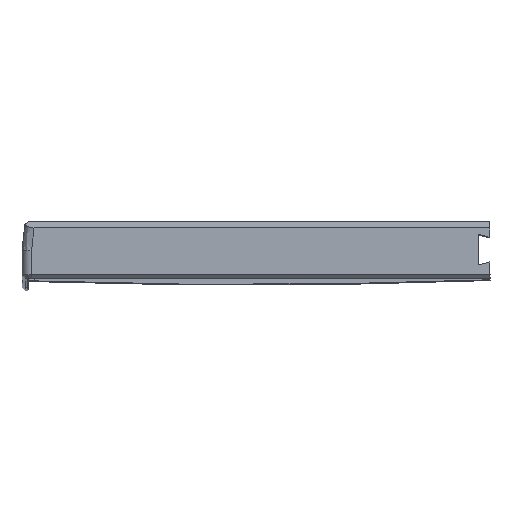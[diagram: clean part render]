
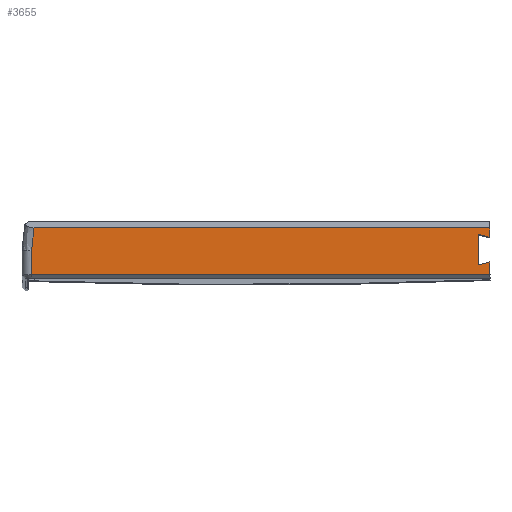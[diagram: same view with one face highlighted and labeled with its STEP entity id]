
A CAD part, top view. The second image highlights one B-rep face of the part: STEP entity #3655.
In plain terms, the highlighted planar face has unit normal (0, 0, 1).
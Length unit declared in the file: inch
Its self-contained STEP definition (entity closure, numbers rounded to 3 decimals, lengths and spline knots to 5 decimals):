
#199=B_SPLINE_CURVE_WITH_KNOTS('',3,(#6203,#6204,#6205,#6206),
 .UNSPECIFIED.,.F.,.F.,(4,4),(-0.91359,-0.18146),
 .UNSPECIFIED.);
#666=FACE_OUTER_BOUND('',#878,.T.);
#878=EDGE_LOOP('',(#3144,#3145,#3146,#3147,#3148,#3149,#3150,#3151,#3152));
#1098=LINE('',#6142,#1416);
#1100=LINE('',#6277,#1418);
#1115=LINE('',#6310,#1433);
#1146=LINE('',#6413,#1464);
#1167=LINE('',#6483,#1485);
#1172=LINE('',#6491,#1490);
#1183=LINE('',#6587,#1501);
#1184=LINE('',#6588,#1502);
#1416=VECTOR('',#4442,0.3937);
#1418=VECTOR('',#4446,0.3937);
#1433=VECTOR('',#4483,0.3937);
#1464=VECTOR('',#4602,0.3937);
#1485=VECTOR('',#4667,0.3937);
#1490=VECTOR('',#4674,0.3937);
#1501=VECTOR('',#4705,0.3937);
#1502=VECTOR('',#4706,0.3937);
#1767=VERTEX_POINT('',#6135);
#1768=VERTEX_POINT('',#6141);
#1770=VERTEX_POINT('',#6202);
#1771=VERTEX_POINT('',#6275);
#1772=VERTEX_POINT('',#6276);
#1806=VERTEX_POINT('',#6411);
#1807=VERTEX_POINT('',#6412);
#1833=VERTEX_POINT('',#6481);
#1834=VERTEX_POINT('',#6482);
#2167=EDGE_CURVE('',#1767,#1768,#1098,.T.);
#2170=EDGE_CURVE('',#1768,#1770,#199,.T.);
#2174=EDGE_CURVE('',#1771,#1772,#1100,.T.);
#2192=EDGE_CURVE('',#1770,#1772,#1115,.T.);
#2241=EDGE_CURVE('',#1806,#1807,#1146,.T.);
#2276=EDGE_CURVE('',#1833,#1834,#1167,.T.);
#2281=EDGE_CURVE('',#1807,#1833,#1172,.T.);
#2297=EDGE_CURVE('',#1834,#1771,#1183,.T.);
#2298=EDGE_CURVE('',#1806,#1767,#1184,.T.);
#3144=ORIENTED_EDGE('',*,*,#2241,.T.);
#3145=ORIENTED_EDGE('',*,*,#2281,.T.);
#3146=ORIENTED_EDGE('',*,*,#2276,.T.);
#3147=ORIENTED_EDGE('',*,*,#2297,.T.);
#3148=ORIENTED_EDGE('',*,*,#2174,.T.);
#3149=ORIENTED_EDGE('',*,*,#2192,.F.);
#3150=ORIENTED_EDGE('',*,*,#2170,.F.);
#3151=ORIENTED_EDGE('',*,*,#2167,.F.);
#3152=ORIENTED_EDGE('',*,*,#2298,.F.);
#3477=PLANE('',#3951);
#3655=ADVANCED_FACE('',(#666),#3477,.T.);
#3951=AXIS2_PLACEMENT_3D('',#6586,#4703,#4704);
#4442=DIRECTION('',(0.,1.,0.));
#4446=DIRECTION('',(0.,1.,0.));
#4483=DIRECTION('',(1.,0.,0.));
#4602=DIRECTION('',(0.,1.,0.));
#4667=DIRECTION('',(0.,1.,0.));
#4674=DIRECTION('',(-0.966,-0.259,0.));
#4703=DIRECTION('center_axis',(0.,0.,1.));
#4704=DIRECTION('ref_axis',(1.,0.,0.));
#4705=DIRECTION('',(0.966,-0.259,0.));
#4706=DIRECTION('',(-1.,0.,0.));
#6135=CARTESIAN_POINT('',(-5.68307,-0.29528,2.20866));
#6141=CARTESIAN_POINT('',(-5.68307,-0.00416,2.20866));
#6142=CARTESIAN_POINT('',(-5.68307,0.05906,2.20866));
#6202=CARTESIAN_POINT('',(-5.65207,0.28241,2.20866));
#6203=CARTESIAN_POINT('Ctrl Pts',(-5.68307,-0.00416,
2.20866));
#6204=CARTESIAN_POINT('Ctrl Pts',(-5.67274,0.09136,
2.20866));
#6205=CARTESIAN_POINT('Ctrl Pts',(-5.66241,0.18689,2.20866));
#6206=CARTESIAN_POINT('Ctrl Pts',(-5.65207,0.28241,2.20866));
#6275=CARTESIAN_POINT('',(0.,0.16614,2.20866));
#6276=CARTESIAN_POINT('',(0.,0.28241,2.20866));
#6277=CARTESIAN_POINT('',(0.,0.21926,2.20866));
#6310=CARTESIAN_POINT('',(-2.90059,0.28241,2.20866));
#6411=CARTESIAN_POINT('',(0.,-0.29528,2.20866));
#6412=CARTESIAN_POINT('',(0.,-0.13938,2.20866));
#6413=CARTESIAN_POINT('',(0.,-0.04016,2.20866));
#6481=CARTESIAN_POINT('',(-0.13899,-0.17662,2.20866));
#6482=CARTESIAN_POINT('',(-0.13899,0.20338,2.20866));
#6483=CARTESIAN_POINT('',(-0.13899,0.13122,2.20866));
#6491=CARTESIAN_POINT('',(-2.75098,-0.8765,2.20866));
#6586=CARTESIAN_POINT('Origin',(-5.80118,0.05906,2.20866));
#6587=CARTESIAN_POINT('',(-2.6929,0.8877,2.20866));
#6588=CARTESIAN_POINT('',(-5.80118,-0.29528,2.20866));
